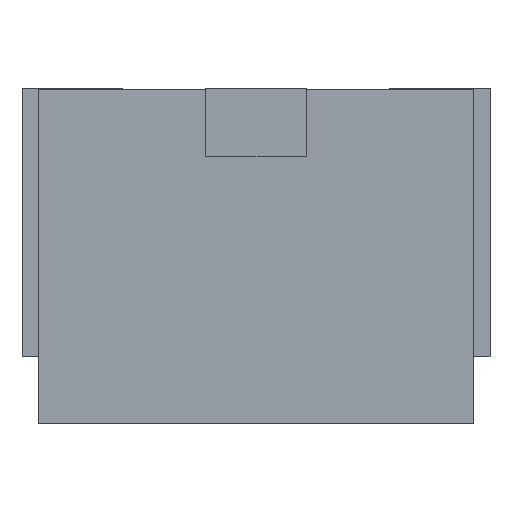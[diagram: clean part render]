
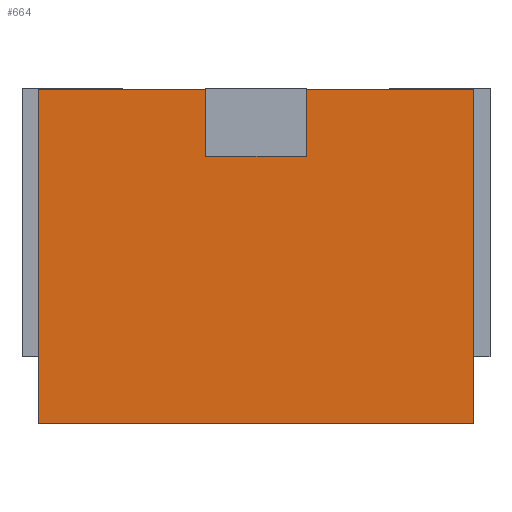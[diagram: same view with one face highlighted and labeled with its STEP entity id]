
A CAD part, left-side view. The second image highlights one B-rep face of the part: STEP entity #664.
In plain terms, the highlighted planar face has unit normal (-1, 0, 0).
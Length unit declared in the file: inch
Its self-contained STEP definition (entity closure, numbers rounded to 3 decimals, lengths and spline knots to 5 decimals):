
#304=CARTESIAN_POINT('',(-0.425,0.075,0.5));
#305=VERTEX_POINT('',#304);
#312=CARTESIAN_POINT('',(-0.425,0.075,0.4));
#313=VERTEX_POINT('',#312);
#314=CARTESIAN_POINT('',(-0.425,0.075,0.4));
#315=DIRECTION('',(0.0,0.0,1.0));
#316=VECTOR('',#315,0.1);
#317=LINE('',#314,#316);
#318=EDGE_CURVE('',#313,#305,#317,.T.);
#399=CARTESIAN_POINT('',(-0.425,-0.075,0.5));
#400=VERTEX_POINT('',#399);
#410=CARTESIAN_POINT('',(-0.425,-0.075,0.4));
#411=VERTEX_POINT('',#410);
#418=CARTESIAN_POINT('',(-0.425,-0.075,0.5));
#419=DIRECTION('',(0.0,0.0,-1.0));
#420=VECTOR('',#419,0.1);
#421=LINE('',#418,#420);
#422=EDGE_CURVE('',#400,#411,#421,.T.);
#432=CARTESIAN_POINT('',(-0.425,-0.075,0.4));
#433=DIRECTION('',(0.0,1.0,0.0));
#434=VECTOR('',#433,0.15);
#435=LINE('',#432,#434);
#436=EDGE_CURVE('',#411,#313,#435,.T.);
#524=CARTESIAN_POINT('',(-0.425,0.325,0.5));
#525=VERTEX_POINT('',#524);
#532=CARTESIAN_POINT('',(-0.425,0.075,0.5));
#533=DIRECTION('',(0.0,1.0,0.0));
#534=VECTOR('',#533,0.25);
#535=LINE('',#532,#534);
#536=EDGE_CURVE('',#305,#525,#535,.T.);
#541=CARTESIAN_POINT('',(-0.425,-0.325,0.5));
#542=VERTEX_POINT('',#541);
#543=CARTESIAN_POINT('',(-0.425,-0.325,0.5));
#544=DIRECTION('',(0.0,1.0,0.0));
#545=VECTOR('',#544,0.25);
#546=LINE('',#543,#545);
#547=EDGE_CURVE('',#542,#400,#546,.T.);
#630=CARTESIAN_POINT('',(-0.425,-0.325,0.0));
#631=DIRECTION('',(-1.0,0.0,0.0));
#632=DIRECTION('',(0.0,0.0,1.0));
#633=AXIS2_PLACEMENT_3D('',#630,#631,#632);
#634=PLANE('',#633);
#635=ORIENTED_EDGE('',*,*,#422,.T.);
#636=ORIENTED_EDGE('',*,*,#436,.T.);
#637=ORIENTED_EDGE('',*,*,#318,.T.);
#638=ORIENTED_EDGE('',*,*,#536,.T.);
#639=CARTESIAN_POINT('',(-0.425,0.325,0.0));
#640=VERTEX_POINT('',#639);
#641=CARTESIAN_POINT('',(-0.425,0.325,0.0));
#642=DIRECTION('',(0.0,0.0,1.0));
#643=VECTOR('',#642,0.5);
#644=LINE('',#641,#643);
#645=EDGE_CURVE('',#640,#525,#644,.T.);
#646=ORIENTED_EDGE('',*,*,#645,.F.);
#647=CARTESIAN_POINT('',(-0.425,-0.325,0.0));
#648=VERTEX_POINT('',#647);
#649=CARTESIAN_POINT('',(-0.425,-0.325,0.0));
#650=DIRECTION('',(0.0,1.0,0.0));
#651=VECTOR('',#650,0.65);
#652=LINE('',#649,#651);
#653=EDGE_CURVE('',#648,#640,#652,.T.);
#654=ORIENTED_EDGE('',*,*,#653,.F.);
#655=CARTESIAN_POINT('',(-0.425,-0.325,0.0));
#656=DIRECTION('',(0.0,0.0,1.0));
#657=VECTOR('',#656,0.5);
#658=LINE('',#655,#657);
#659=EDGE_CURVE('',#648,#542,#658,.T.);
#660=ORIENTED_EDGE('',*,*,#659,.T.);
#661=ORIENTED_EDGE('',*,*,#547,.T.);
#662=EDGE_LOOP('',(#635,#636,#637,#638,#646,#654,#660,#661));
#663=FACE_OUTER_BOUND('',#662,.T.);
#664=ADVANCED_FACE('',(#663),#634,.T.);
